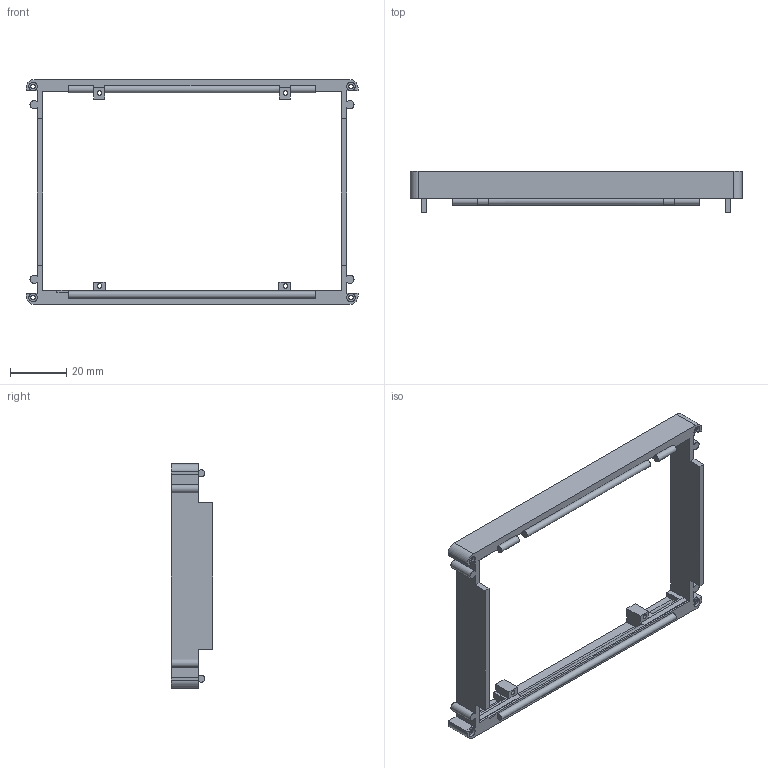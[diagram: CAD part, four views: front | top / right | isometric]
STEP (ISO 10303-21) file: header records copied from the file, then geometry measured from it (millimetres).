
FILE_DESCRIPTION(/* description */ ('','CAx-IF Rec.Pracs.---Representation and Presentation of Product Manufacturing Information (PMI)---4.0---2014-10-13'),/* implementation_level */ '2;1');
FILE_NAME(/* name */ 'mid.step',/* time_stamp */ '2025-07-27T11:57:32+03:00',/* author */ (''),/* organization */ (''),/* preprocessor_version */ 'ST-DEVELOPER v20',/* originating_system */ 'Autodesk Translation Framework v13.20.0.188',/* authorisation */ '');
FILE_SCHEMA (('AP242_MANAGED_MODEL_BASED_3D_ENGINEERING_MIM_LF { 1 0 10303 442 1 1 4 }'));
Length unit declared in the file: millimetre
Products named in the file (2): box_product_animation_new; mid
Assembly tree (1 placements, depth 2):
  box_product_animation_new
    mid
Bounding box: 118 x 14.6 x 80 mm (x, y, z)
Volume: 12632 mm3; surface area: 12629.7 mm2
Topology: 1 solids, 1 shells, 129 faces, 376 edges, 248 vertices
Faces by surface type: plane 98, cylinder 31
Full cylindrical faces by diameter (mm): 1.6 x8
Entity records: 4350 total; most frequent: CARTESIAN_POINT 757, ORIENTED_EDGE 754, DIRECTION 708, EDGE_CURVE 377, LINE 310, VECTOR 310, VERTEX_POINT 248, AXIS2_PLACEMENT_3D 199
